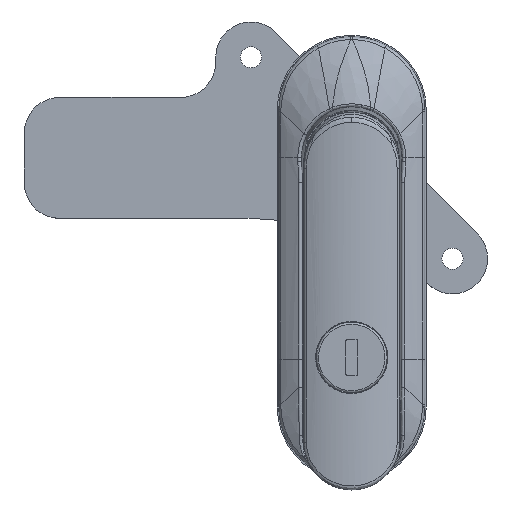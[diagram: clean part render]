
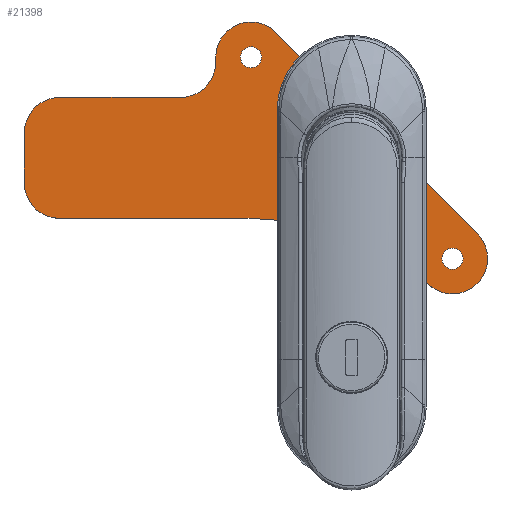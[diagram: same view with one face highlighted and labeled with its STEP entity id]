
A CAD part, top view. The second image highlights one B-rep face of the part: STEP entity #21398.
In plain terms, the highlighted face is planar.
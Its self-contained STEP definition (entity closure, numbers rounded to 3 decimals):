
#1599=LINE('',#63189,#2805);
#1603=LINE('',#63197,#2809);
#1606=LINE('',#63203,#2812);
#1609=LINE('',#63208,#2815);
#1614=LINE('',#63237,#2820);
#1618=LINE('',#63249,#2824);
#1622=LINE('',#63261,#2828);
#1626=LINE('',#63273,#2832);
#1630=LINE('',#63285,#2836);
#1633=LINE('',#63291,#2839);
#1637=LINE('',#63303,#2843);
#1640=LINE('',#63308,#2846);
#2805=VECTOR('',#27571,8.2);
#2809=VECTOR('',#27577,8.2);
#2812=VECTOR('',#27582,8.2);
#2815=VECTOR('',#27587,8.2);
#2820=VECTOR('',#27618,38.);
#2824=VECTOR('',#27630,10.);
#2828=VECTOR('',#27642,24.);
#2832=VECTOR('',#27654,1.);
#2836=VECTOR('',#27666,14.92);
#2839=VECTOR('',#27671,7.188);
#2843=VECTOR('',#27683,7.188);
#2846=VECTOR('',#27688,14.92);
#4573=PLANE('',#23098);
#4659=FACE_BOUND('',#7673,.T.);
#4660=FACE_BOUND('',#7674,.T.);
#4661=FACE_BOUND('',#7675,.T.);
#6342=FACE_OUTER_BOUND('',#7672,.T.);
#7672=EDGE_LOOP('',(#20102,#20103,#20104,#20105,#20106,#20107,#20108,#20109,
#20110,#20111,#20112,#20113,#20114,#20115,#20116));
#7673=EDGE_LOOP('',(#20117,#20118,#20119,#20120));
#7674=EDGE_LOOP('',(#20121));
#7675=EDGE_LOOP('',(#20122));
#8412=CIRCLE('',#23063,2.1);
#8414=CIRCLE('',#23066,2.1);
#8416=CIRCLE('',#23069,7.);
#8418=CIRCLE('',#23072,53.833);
#8420=CIRCLE('',#23076,7.);
#8422=CIRCLE('',#23080,7.);
#8424=CIRCLE('',#23084,7.);
#8426=CIRCLE('',#23088,7.);
#8428=CIRCLE('',#23093,8.5);
#10439=VERTEX_POINT('',#63187);
#10440=VERTEX_POINT('',#63188);
#10443=VERTEX_POINT('',#63196);
#10445=VERTEX_POINT('',#63202);
#10447=VERTEX_POINT('',#63211);
#10449=VERTEX_POINT('',#63216);
#10451=VERTEX_POINT('',#63221);
#10452=VERTEX_POINT('',#63222);
#10455=VERTEX_POINT('',#63230);
#10457=VERTEX_POINT('',#63236);
#10459=VERTEX_POINT('',#63242);
#10461=VERTEX_POINT('',#63248);
#10463=VERTEX_POINT('',#63254);
#10465=VERTEX_POINT('',#63260);
#10467=VERTEX_POINT('',#63266);
#10469=VERTEX_POINT('',#63272);
#10471=VERTEX_POINT('',#63278);
#10473=VERTEX_POINT('',#63284);
#10475=VERTEX_POINT('',#63290);
#10477=VERTEX_POINT('',#63296);
#10479=VERTEX_POINT('',#63302);
#13634=EDGE_CURVE('',#10439,#10440,#1599,.T.);
#13638=EDGE_CURVE('',#10440,#10443,#1603,.T.);
#13641=EDGE_CURVE('',#10443,#10445,#1606,.T.);
#13644=EDGE_CURVE('',#10445,#10439,#1609,.T.);
#13646=EDGE_CURVE('',#10447,#10447,#8412,.T.);
#13648=EDGE_CURVE('',#10449,#10449,#8414,.T.);
#13650=EDGE_CURVE('',#10451,#10452,#8416,.T.);
#13654=EDGE_CURVE('',#10452,#10455,#8418,.T.);
#13657=EDGE_CURVE('',#10455,#10457,#1614,.T.);
#13660=EDGE_CURVE('',#10457,#10459,#8420,.T.);
#13663=EDGE_CURVE('',#10459,#10461,#1618,.T.);
#13666=EDGE_CURVE('',#10461,#10463,#8422,.T.);
#13669=EDGE_CURVE('',#10463,#10465,#1622,.T.);
#13672=EDGE_CURVE('',#10465,#10467,#8424,.T.);
#13675=EDGE_CURVE('',#10467,#10469,#1626,.T.);
#13678=EDGE_CURVE('',#10469,#10471,#8426,.T.);
#13681=EDGE_CURVE('',#10471,#10473,#1630,.T.);
#13684=EDGE_CURVE('',#10473,#10475,#1633,.T.);
#13687=EDGE_CURVE('',#10475,#10477,#8428,.T.);
#13690=EDGE_CURVE('',#10477,#10479,#1637,.T.);
#13693=EDGE_CURVE('',#10479,#10451,#1640,.T.);
#20102=ORIENTED_EDGE('',*,*,#13650,.F.);
#20103=ORIENTED_EDGE('',*,*,#13693,.F.);
#20104=ORIENTED_EDGE('',*,*,#13690,.F.);
#20105=ORIENTED_EDGE('',*,*,#13687,.F.);
#20106=ORIENTED_EDGE('',*,*,#13684,.F.);
#20107=ORIENTED_EDGE('',*,*,#13681,.F.);
#20108=ORIENTED_EDGE('',*,*,#13678,.F.);
#20109=ORIENTED_EDGE('',*,*,#13675,.F.);
#20110=ORIENTED_EDGE('',*,*,#13672,.F.);
#20111=ORIENTED_EDGE('',*,*,#13669,.F.);
#20112=ORIENTED_EDGE('',*,*,#13666,.F.);
#20113=ORIENTED_EDGE('',*,*,#13663,.F.);
#20114=ORIENTED_EDGE('',*,*,#13660,.F.);
#20115=ORIENTED_EDGE('',*,*,#13657,.F.);
#20116=ORIENTED_EDGE('',*,*,#13654,.F.);
#20117=ORIENTED_EDGE('',*,*,#13634,.T.);
#20118=ORIENTED_EDGE('',*,*,#13638,.T.);
#20119=ORIENTED_EDGE('',*,*,#13641,.T.);
#20120=ORIENTED_EDGE('',*,*,#13644,.T.);
#20121=ORIENTED_EDGE('',*,*,#13646,.T.);
#20122=ORIENTED_EDGE('',*,*,#13648,.T.);
#21398=ADVANCED_FACE('',(#6342,#4659,#4660,#4661),#4573,.F.);
#23063=AXIS2_PLACEMENT_3D('',#63212,#27591,#27592);
#23066=AXIS2_PLACEMENT_3D('',#63217,#27597,#27598);
#23069=AXIS2_PLACEMENT_3D('',#63223,#27603,#27604);
#23072=AXIS2_PLACEMENT_3D('',#63231,#27611,#27612);
#23076=AXIS2_PLACEMENT_3D('',#63243,#27623,#27624);
#23080=AXIS2_PLACEMENT_3D('',#63255,#27635,#27636);
#23084=AXIS2_PLACEMENT_3D('',#63267,#27647,#27648);
#23088=AXIS2_PLACEMENT_3D('',#63279,#27659,#27660);
#23093=AXIS2_PLACEMENT_3D('',#63297,#27676,#27677);
#23098=AXIS2_PLACEMENT_3D('',#63311,#27692,#27693);
#27571=DIRECTION('',(-0.707,-0.707,0.));
#27577=DIRECTION('',(0.707,-0.707,0.));
#27582=DIRECTION('',(0.707,0.707,0.));
#27587=DIRECTION('',(-0.707,0.707,0.));
#27591=DIRECTION('center_axis',(0.,0.,1.));
#27592=DIRECTION('ref_axis',(-1.,0.,0.));
#27597=DIRECTION('center_axis',(0.,0.,1.));
#27598=DIRECTION('ref_axis',(-1.,0.,0.));
#27603=DIRECTION('center_axis',(0.,0.,1.));
#27604=DIRECTION('ref_axis',(0.707,-0.707,0.));
#27611=DIRECTION('center_axis',(0.,0.,-1.));
#27612=DIRECTION('ref_axis',(0.,1.,0.));
#27618=DIRECTION('',(1.,0.,0.));
#27623=DIRECTION('center_axis',(0.,0.,1.));
#27624=DIRECTION('ref_axis',(0.,1.,0.));
#27630=DIRECTION('',(0.,1.,0.));
#27635=DIRECTION('center_axis',(0.,0.,1.));
#27636=DIRECTION('ref_axis',(-1.,0.,0.));
#27642=DIRECTION('',(-1.,0.,0.));
#27647=DIRECTION('center_axis',(0.,0.,-1.));
#27648=DIRECTION('ref_axis',(-1.,0.,0.));
#27654=DIRECTION('',(0.,1.,0.));
#27659=DIRECTION('center_axis',(0.,0.,1.));
#27660=DIRECTION('ref_axis',(-1.,0.,0.));
#27666=DIRECTION('',(-0.707,-0.707,0.));
#27671=DIRECTION('',(0.,-1.,0.));
#27676=DIRECTION('center_axis',(0.,0.,1.));
#27677=DIRECTION('ref_axis',(-0.529,-0.848,0.));
#27683=DIRECTION('',(-1.,0.,0.));
#27688=DIRECTION('',(-0.707,-0.707,0.));
#27692=DIRECTION('center_axis',(0.,0.,1.));
#27693=DIRECTION('ref_axis',(1.,0.,0.));
#63187=CARTESIAN_POINT('',(0.,5.798,-3.));
#63188=CARTESIAN_POINT('',(-5.798,0.,-3.));
#63189=CARTESIAN_POINT('',(2.73,8.528,-3.));
#63196=CARTESIAN_POINT('',(0.,-5.798,-3.));
#63197=CARTESIAN_POINT('',(0.69,-6.488,-3.));
#63202=CARTESIAN_POINT('',(5.798,0.,-3.));
#63203=CARTESIAN_POINT('',(5.629,-0.169,-3.));
#63208=CARTESIAN_POINT('',(9.387,-3.589,-3.));
#63211=CARTESIAN_POINT('',(-17.9,-20.,-3.));
#63212=CARTESIAN_POINT('Origin',(-20.,-20.,-3.));
#63216=CARTESIAN_POINT('',(22.1,20.,-3.));
#63217=CARTESIAN_POINT('Origin',(20.,20.,-3.));
#63221=CARTESIAN_POINT('',(-24.95,-15.05,-3.));
#63222=CARTESIAN_POINT('',(-15.397,-25.274,-3.));
#63223=CARTESIAN_POINT('Origin',(-20.,-20.,-3.));
#63230=CARTESIAN_POINT('',(20.,-12.,-3.));
#63231=CARTESIAN_POINT('Origin',(20.,-65.833,-3.));
#63236=CARTESIAN_POINT('',(58.,-12.,-3.));
#63237=CARTESIAN_POINT('',(58.,-12.,-3.));
#63242=CARTESIAN_POINT('',(65.,-5.,-3.));
#63243=CARTESIAN_POINT('Origin',(58.,-5.,-3.));
#63248=CARTESIAN_POINT('',(65.,5.,-3.));
#63249=CARTESIAN_POINT('',(65.,5.,-3.));
#63254=CARTESIAN_POINT('',(58.,12.,-3.));
#63255=CARTESIAN_POINT('Origin',(58.,5.,-3.));
#63260=CARTESIAN_POINT('',(34.,12.,-3.));
#63261=CARTESIAN_POINT('',(34.,12.,-3.));
#63266=CARTESIAN_POINT('',(27.,19.,-3.));
#63267=CARTESIAN_POINT('Origin',(34.,19.,-3.));
#63272=CARTESIAN_POINT('',(27.,20.,-3.));
#63273=CARTESIAN_POINT('',(27.,20.,-3.));
#63278=CARTESIAN_POINT('',(15.05,24.95,-3.));
#63279=CARTESIAN_POINT('Origin',(20.,20.,-3.));
#63284=CARTESIAN_POINT('',(4.5,14.399,-3.));
#63285=CARTESIAN_POINT('',(4.5,14.399,-3.));
#63290=CARTESIAN_POINT('',(4.5,7.211,-3.));
#63291=CARTESIAN_POINT('',(4.5,7.211,-3.));
#63296=CARTESIAN_POINT('',(-7.211,-4.5,-3.));
#63297=CARTESIAN_POINT('Origin',(0.,0.,-3.));
#63302=CARTESIAN_POINT('',(-14.399,-4.5,-3.));
#63303=CARTESIAN_POINT('',(-14.399,-4.5,-3.));
#63308=CARTESIAN_POINT('',(-24.95,-15.05,-3.));
#63311=CARTESIAN_POINT('Origin',(18.436,-1.719,-3.));
